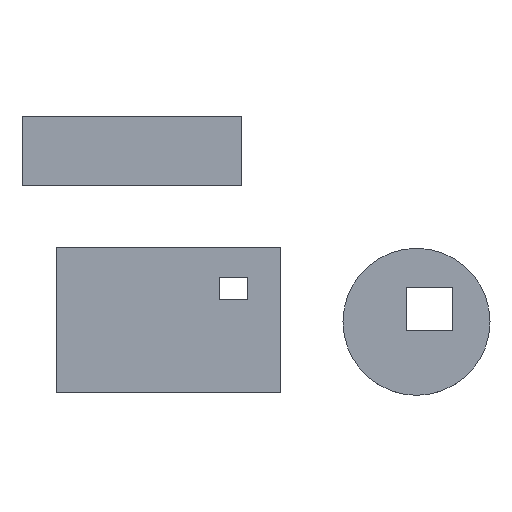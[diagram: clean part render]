
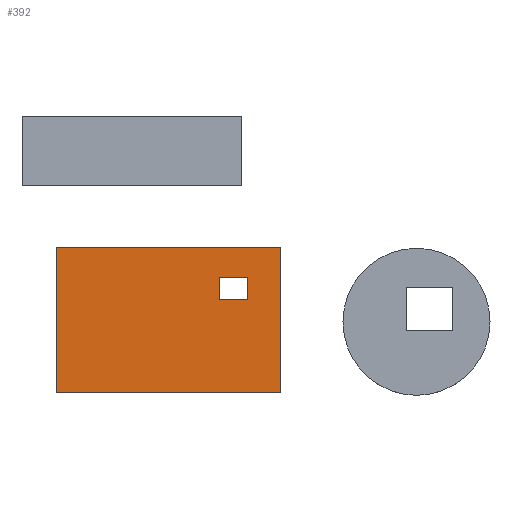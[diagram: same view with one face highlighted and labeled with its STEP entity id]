
A CAD part, top view. The second image highlights one B-rep face of the part: STEP entity #392.
In plain terms, the highlighted planar face has unit normal (0, 0, 1).
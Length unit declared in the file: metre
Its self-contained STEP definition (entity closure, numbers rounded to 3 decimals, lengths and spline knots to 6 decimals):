
#79=ORIENTED_EDGE('',*,*,#145,.F.);
#80=ORIENTED_EDGE('',*,*,#149,.T.);
#81=ORIENTED_EDGE('',*,*,#152,.T.);
#82=ORIENTED_EDGE('',*,*,#154,.F.);
#83=ORIENTED_EDGE('',*,*,#135,.F.);
#84=ORIENTED_EDGE('',*,*,#139,.T.);
#85=ORIENTED_EDGE('',*,*,#142,.T.);
#86=ORIENTED_EDGE('',*,*,#156,.F.);
#135=EDGE_CURVE('',#181,#182,#217,.T.);
#139=EDGE_CURVE('',#181,#184,#221,.T.);
#142=EDGE_CURVE('',#184,#186,#224,.T.);
#145=EDGE_CURVE('',#189,#190,#227,.T.);
#149=EDGE_CURVE('',#189,#192,#231,.T.);
#152=EDGE_CURVE('',#192,#194,#234,.T.);
#154=EDGE_CURVE('',#190,#194,#236,.T.);
#156=EDGE_CURVE('',#182,#186,#238,.T.);
#181=VERTEX_POINT('',#606);
#182=VERTEX_POINT('',#608);
#184=VERTEX_POINT('',#614);
#186=VERTEX_POINT('',#620);
#189=VERTEX_POINT('',#627);
#190=VERTEX_POINT('',#629);
#192=VERTEX_POINT('',#635);
#194=VERTEX_POINT('',#641);
#217=LINE('',#607,#265);
#221=LINE('',#615,#269);
#224=LINE('',#621,#272);
#227=LINE('',#628,#275);
#231=LINE('',#636,#279);
#234=LINE('',#642,#282);
#236=LINE('',#645,#284);
#238=LINE('',#648,#286);
#265=VECTOR('',#502,1.);
#269=VECTOR('',#508,1.);
#272=VECTOR('',#513,1.);
#275=VECTOR('',#518,1.);
#279=VECTOR('',#524,1.);
#282=VECTOR('',#529,1.);
#284=VECTOR('',#533,1.);
#286=VECTOR('',#537,1.);
#317=EDGE_LOOP('',(#79,#80,#81,#82));
#318=EDGE_LOOP('',(#83,#84,#85,#86));
#345=FACE_BOUND('',#317,.T.);
#346=FACE_BOUND('',#318,.T.);
#369=PLANE('',#455);
#392=ADVANCED_FACE('',(#345,#346),#369,.T.);
#455=AXIS2_PLACEMENT_3D('',#649,#538,#539);
#502=DIRECTION('',(-1.,0.,0.));
#508=DIRECTION('',(0.,1.,0.));
#513=DIRECTION('',(-1.,0.,0.));
#518=DIRECTION('',(1.,0.,0.));
#524=DIRECTION('',(0.,1.,0.));
#529=DIRECTION('',(1.,0.,0.));
#533=DIRECTION('',(0.,1.,0.));
#537=DIRECTION('',(0.,1.,0.));
#538=DIRECTION('',(0.,0.,1.));
#539=DIRECTION('',(1.,0.,0.));
#606=CARTESIAN_POINT('',(0.069787,-0.023094,0.006));
#607=CARTESIAN_POINT('',(0.01408,-0.023094,0.006));
#608=CARTESIAN_POINT('',(-0.041628,-0.023094,0.006));
#614=CARTESIAN_POINT('',(0.069787,0.049225,0.006));
#615=CARTESIAN_POINT('',(0.069787,0.013066,0.006));
#620=CARTESIAN_POINT('',(-0.041628,0.049225,0.006));
#621=CARTESIAN_POINT('',(0.01408,0.049225,0.006));
#627=CARTESIAN_POINT('',(0.0393,0.023498,0.006));
#628=CARTESIAN_POINT('',(0.04639,0.023498,0.006));
#629=CARTESIAN_POINT('',(0.05348,0.023498,0.006));
#635=CARTESIAN_POINT('',(0.0393,0.034437,0.006));
#636=CARTESIAN_POINT('',(0.0393,0.028967,0.006));
#641=CARTESIAN_POINT('',(0.05348,0.034437,0.006));
#642=CARTESIAN_POINT('',(0.04639,0.034437,0.006));
#645=CARTESIAN_POINT('',(0.05348,0.028967,0.006));
#648=CARTESIAN_POINT('',(-0.041628,0.013066,0.006));
#649=CARTESIAN_POINT('',(0.057653,0.044905,0.006));
